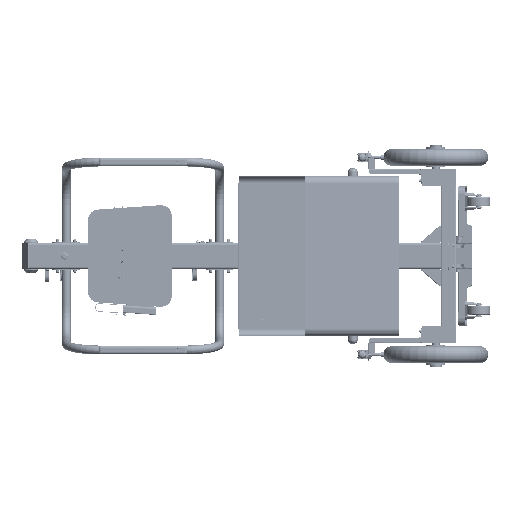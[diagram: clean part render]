
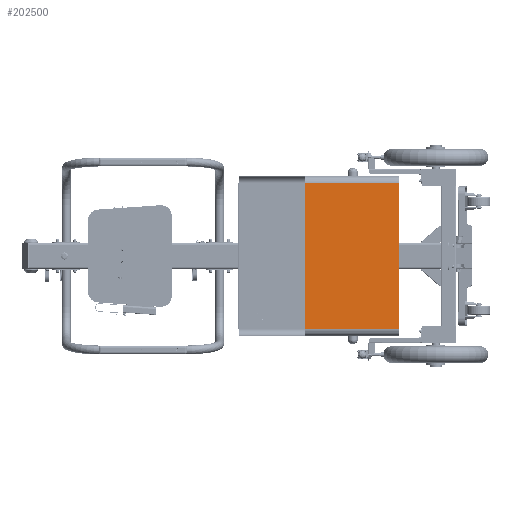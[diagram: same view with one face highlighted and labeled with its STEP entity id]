
A CAD part, left-side view. The second image highlights one B-rep face of the part: STEP entity #202500.
In plain terms, the highlighted planar face has unit normal (-0.996, -0.087, 0).
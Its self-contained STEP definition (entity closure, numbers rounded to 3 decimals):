
#202500 = ADVANCED_FACE('',(#202501),#202535,.T.);
#202501 = FACE_BOUND('',#202502,.T.);
#202502 = EDGE_LOOP('',(#202503,#202513,#202521,#202529));
#202503 = ORIENTED_EDGE('',*,*,#202504,.F.);
#202504 = EDGE_CURVE('',#202505,#202507,#202509,.T.);
#202505 = VERTEX_POINT('',#202506);
#202506 = CARTESIAN_POINT('',(-185.348,183.189,-208.8));
#202507 = VERTEX_POINT('',#202508);
#202508 = CARTESIAN_POINT('',(-208.874,452.1,-208.8));
#202509 = LINE('',#202510,#202511);
#202510 = CARTESIAN_POINT('',(-185.348,183.189,-208.8));
#202511 = VECTOR('',#202512,1.);
#202512 = DIRECTION('',(-0.087,0.996,0.));
#202513 = ORIENTED_EDGE('',*,*,#202514,.F.);
#202514 = EDGE_CURVE('',#202515,#202505,#202517,.T.);
#202515 = VERTEX_POINT('',#202516);
#202516 = CARTESIAN_POINT('',(-185.348,183.189,208.8));
#202517 = LINE('',#202518,#202519);
#202518 = CARTESIAN_POINT('',(-185.348,183.189,208.8));
#202519 = VECTOR('',#202520,1.);
#202520 = DIRECTION('',(0.,0.,-1.));
#202521 = ORIENTED_EDGE('',*,*,#202522,.F.);
#202522 = EDGE_CURVE('',#202523,#202515,#202525,.T.);
#202523 = VERTEX_POINT('',#202524);
#202524 = CARTESIAN_POINT('',(-208.874,452.1,208.8));
#202525 = LINE('',#202526,#202527);
#202526 = CARTESIAN_POINT('',(-208.874,452.1,208.8));
#202527 = VECTOR('',#202528,1.);
#202528 = DIRECTION('',(0.087,-0.996,0.));
#202529 = ORIENTED_EDGE('',*,*,#202530,.T.);
#202530 = EDGE_CURVE('',#202523,#202507,#202531,.T.);
#202531 = LINE('',#202532,#202533);
#202532 = CARTESIAN_POINT('',(-208.874,452.1,208.8));
#202533 = VECTOR('',#202534,1.);
#202534 = DIRECTION('',(0.,0.,-1.));
#202535 = PLANE('',#202536);
#202536 = AXIS2_PLACEMENT_3D('',#202537,#202538,#202539);
#202537 = CARTESIAN_POINT('',(-204.517,402.291,0.));
#202538 = DIRECTION('',(-0.996,-0.087,0.));
#202539 = DIRECTION('',(0.,0.,-1.));
